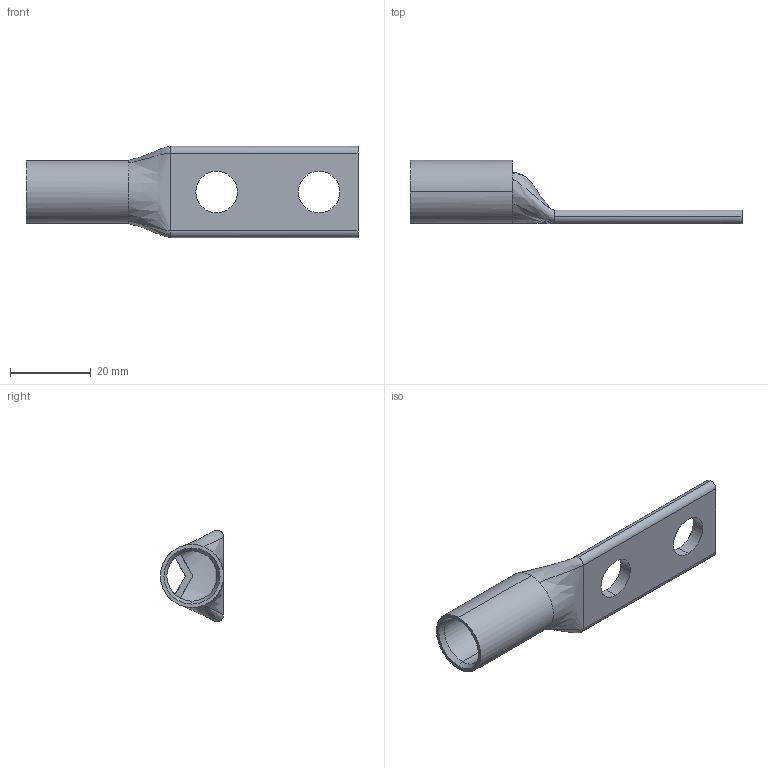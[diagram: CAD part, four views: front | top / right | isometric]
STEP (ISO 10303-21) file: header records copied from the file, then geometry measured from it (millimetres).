
FILE_DESCRIPTION (( 'STEP AP203' ), '1' );
FILE_NAME ('BLU-3_0D-2TC38-1.step', '2024-09-09T18:02:14', ( '' ), ( '' ), 'SwSTEP 2.0', 'SolidWorks 2023', '' );
FILE_SCHEMA (( 'CONFIG_CONTROL_DESIGN' ));
Length unit declared in the file: inch
Products named in the file (1): BLU-3_0D-2TC38-1
Bounding box: 82.3 x 15.62 x 22.61 mm (x, y, z)
Volume: 5259.1 mm3; surface area: 5582.1 mm2
Topology: 1 solids, 1 shells, 45 faces, 118 edges, 74 vertices
Faces by surface type: bspline 19, cylinder 13, plane 11, cone 2
Entity records: 2027 total; most frequent: CARTESIAN_POINT 969, ORIENTED_EDGE 236, DIRECTION 155, EDGE_CURVE 118, VERTEX_POINT 74, AXIS2_PLACEMENT_3D 60, EDGE_LOOP 50, B_SPLINE_CURVE_WITH_KNOTS 50
